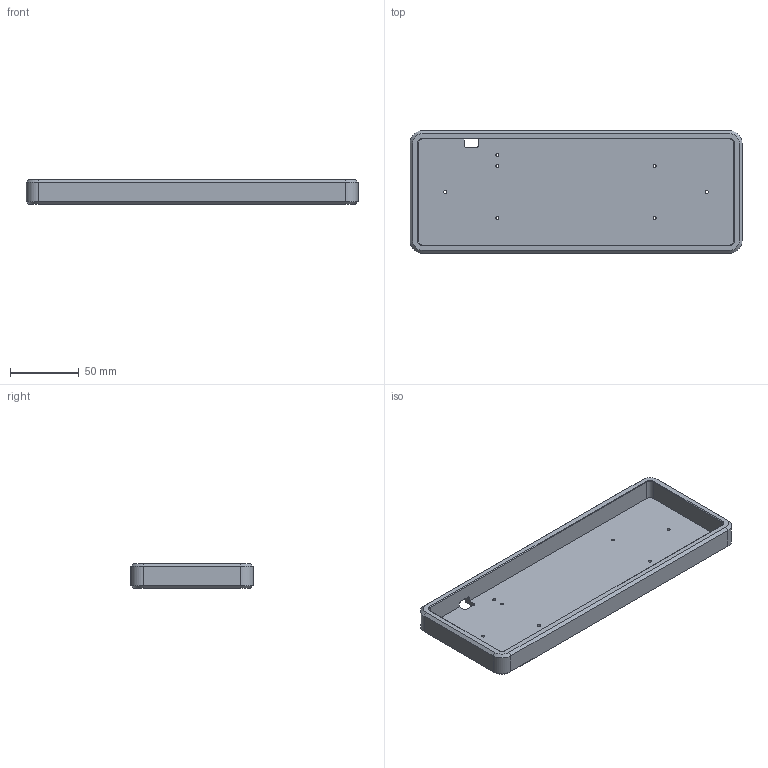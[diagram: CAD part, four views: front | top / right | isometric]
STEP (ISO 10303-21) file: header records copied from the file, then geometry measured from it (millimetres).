
FILE_DESCRIPTION(/* description */ (''),/* implementation_level */ '2;1');
FILE_NAME(/* name */ 'PlanckHiProCase.step',/* time_stamp */ '2025-12-28T01:45:55-07:00',/* author */ (''),/* organization */ (''),/* preprocessor_version */ 'ST-DEVELOPER v20.1',/* originating_system */ 'Autodesk Translation Framework v14.21.0.0',/* authorisation */ '');
FILE_SCHEMA (('AUTOMOTIVE_DESIGN { 1 0 10303 214 3 1 1 }'));
Length unit declared in the file: millimetre
Products named in the file (1): 2025-12-26-20-35-43-522
Bounding box: 241 x 89 x 18 mm (x, y, z)
Volume: 117068.4 mm3; surface area: 61732.9 mm2
Topology: 1 solids, 1 shells, 70 faces, 175 edges, 106 vertices
Faces by surface type: plane 32, cone 19, cylinder 19
Full cylindrical faces by diameter (mm): 2.2 x7
Entity records: 2132 total; most frequent: DIRECTION 374, CARTESIAN_POINT 352, ORIENTED_EDGE 350, EDGE_CURVE 175, AXIS2_PLACEMENT_3D 128, LINE 118, VECTOR 118, VERTEX_POINT 106
